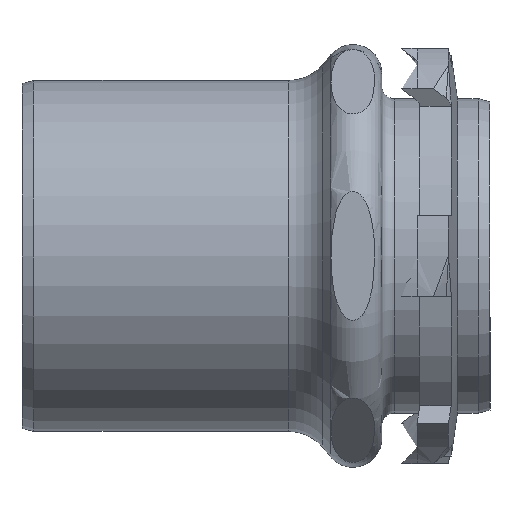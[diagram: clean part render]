
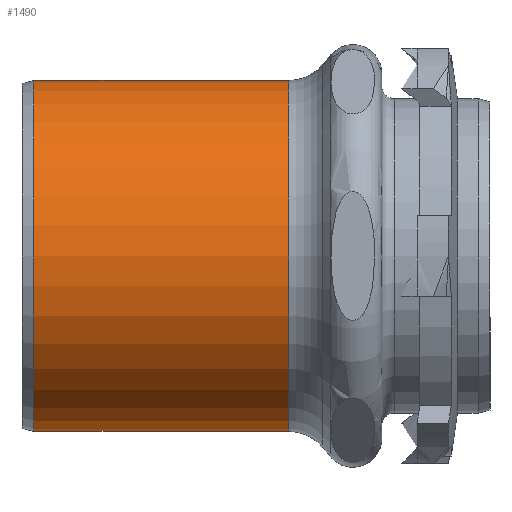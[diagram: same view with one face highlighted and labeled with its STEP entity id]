
A CAD part, front view. The second image highlights one B-rep face of the part: STEP entity #1490.
In plain terms, the highlighted cylindrical face has radius 13.95 mm (diameter 27.9 mm), a full revolution.
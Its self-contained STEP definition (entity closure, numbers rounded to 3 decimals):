
#33=CYLINDRICAL_SURFACE('',#1633,13.95);
#127=B_SPLINE_CURVE_WITH_KNOTS('',3,(#3316,#3317,#3318,#3319,#3320,#3321,
#3322,#3323,#3324,#3325,#3326,#3327,#3328,#3329,#3330,#3331,#3332),
 .UNSPECIFIED.,.T.,.F.,(4,1,1,1,1,1,1,1,1,1,1,1,1,1,4),(-2.058,
-1.911,-1.764,-1.617,-1.47,
-1.323,-1.176,-1.078,-0.882,
-0.735,-0.588,-0.441,-0.294,
-0.147,0.),.UNSPECIFIED.);
#185=LINE('',#3311,#231);
#231=VECTOR('',#1917,13.95);
#338=FACE_BOUND('',#498,.T.);
#409=FACE_OUTER_BOUND('',#497,.T.);
#497=EDGE_LOOP('',(#1316,#1317,#1318,#1319,#1320,#1321));
#498=EDGE_LOOP('',(#1322));
#590=CIRCLE('',#1634,13.95);
#591=CIRCLE('',#1635,13.95);
#592=CIRCLE('',#1636,13.95);
#593=CIRCLE('',#1637,13.95);
#732=VERTEX_POINT('',#3306);
#733=VERTEX_POINT('',#3307);
#734=VERTEX_POINT('',#3310);
#735=VERTEX_POINT('',#3312);
#736=VERTEX_POINT('',#3315);
#934=EDGE_CURVE('',#732,#733,#590,.T.);
#935=EDGE_CURVE('',#733,#732,#591,.T.);
#936=EDGE_CURVE('',#733,#734,#185,.T.);
#937=EDGE_CURVE('',#734,#735,#592,.T.);
#938=EDGE_CURVE('',#735,#734,#593,.T.);
#939=EDGE_CURVE('',#736,#736,#127,.T.);
#1316=ORIENTED_EDGE('',*,*,#934,.F.);
#1317=ORIENTED_EDGE('',*,*,#935,.F.);
#1318=ORIENTED_EDGE('',*,*,#936,.T.);
#1319=ORIENTED_EDGE('',*,*,#937,.T.);
#1320=ORIENTED_EDGE('',*,*,#938,.T.);
#1321=ORIENTED_EDGE('',*,*,#936,.F.);
#1322=ORIENTED_EDGE('',*,*,#939,.F.);
#1490=ADVANCED_FACE('',(#409,#338),#33,.T.);
#1633=AXIS2_PLACEMENT_3D('',#3305,#1911,#1912);
#1634=AXIS2_PLACEMENT_3D('',#3308,#1913,#1914);
#1635=AXIS2_PLACEMENT_3D('',#3309,#1915,#1916);
#1636=AXIS2_PLACEMENT_3D('',#3313,#1918,#1919);
#1637=AXIS2_PLACEMENT_3D('',#3314,#1920,#1921);
#1911=DIRECTION('center_axis',(-1.,0.,0.));
#1912=DIRECTION('ref_axis',(0.,1.,0.));
#1913=DIRECTION('center_axis',(-1.,0.,0.));
#1914=DIRECTION('ref_axis',(0.,-1.,0.));
#1915=DIRECTION('center_axis',(-1.,0.,0.));
#1916=DIRECTION('ref_axis',(0.,-1.,0.));
#1917=DIRECTION('',(1.,0.,0.));
#1918=DIRECTION('center_axis',(-1.,0.,0.));
#1919=DIRECTION('ref_axis',(0.,0.,
1.));
#1920=DIRECTION('center_axis',(-1.,0.,0.));
#1921=DIRECTION('ref_axis',(0.,0.,
1.));
#3305=CARTESIAN_POINT('Origin',(-18.,0.,0.));
#3306=CARTESIAN_POINT('',(-27.667,13.95,0.));
#3307=CARTESIAN_POINT('',(-27.667,-13.95,0.));
#3308=CARTESIAN_POINT('Origin',(-27.667,0.,0.));
#3309=CARTESIAN_POINT('Origin',(-27.667,0.,0.));
#3310=CARTESIAN_POINT('',(-7.4,-13.95,0.));
#3311=CARTESIAN_POINT('',(-18.,-13.95,0.));
#3312=CARTESIAN_POINT('',(-7.4,0.,-13.95));
#3313=CARTESIAN_POINT('Origin',(-7.4,0.,0.));
#3314=CARTESIAN_POINT('Origin',(-7.4,0.,0.));
#3315=CARTESIAN_POINT('',(-19.6,13.332,4.106));
#3316=CARTESIAN_POINT('Ctrl Pts',(-19.6,13.332,4.106));
#3317=CARTESIAN_POINT('Ctrl Pts',(-18.938,13.332,4.106));
#3318=CARTESIAN_POINT('Ctrl Pts',(-17.617,13.425,3.82));
#3319=CARTESIAN_POINT('Ctrl Pts',(-16.048,13.724,2.65));
#3320=CARTESIAN_POINT('Ctrl Pts',(-15.164,13.959,0.953));
#3321=CARTESIAN_POINT('Ctrl Pts',(-15.164,13.96,-0.953));
#3322=CARTESIAN_POINT('Ctrl Pts',(-16.048,13.722,-2.65));
#3323=CARTESIAN_POINT('Ctrl Pts',(-17.442,13.46,-3.689));
#3324=CARTESIAN_POINT('Ctrl Pts',(-19.356,13.287,-4.248));
#3325=CARTESIAN_POINT('Ctrl Pts',(-21.41,13.388,-3.954));
#3326=CARTESIAN_POINT('Ctrl Pts',(-23.152,13.724,-2.649));
#3327=CARTESIAN_POINT('Ctrl Pts',(-24.036,13.959,-0.954));
#3328=CARTESIAN_POINT('Ctrl Pts',(-24.036,13.96,0.954));
#3329=CARTESIAN_POINT('Ctrl Pts',(-23.152,13.723,2.649));
#3330=CARTESIAN_POINT('Ctrl Pts',(-21.583,13.425,3.82));
#3331=CARTESIAN_POINT('Ctrl Pts',(-20.262,13.332,4.106));
#3332=CARTESIAN_POINT('Ctrl Pts',(-19.6,13.332,4.106));
